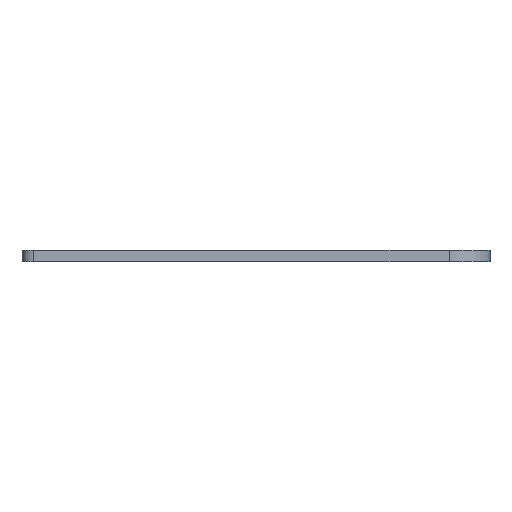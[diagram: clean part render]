
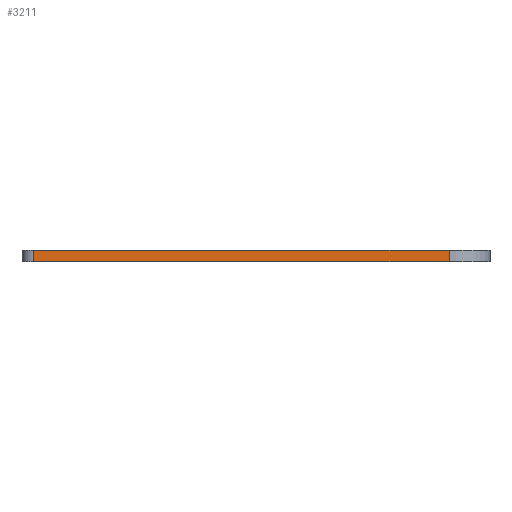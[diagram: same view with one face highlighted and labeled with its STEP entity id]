
A CAD part, left-side view. The second image highlights one B-rep face of the part: STEP entity #3211.
In plain terms, the highlighted planar face has unit normal (-1, 0, 0).
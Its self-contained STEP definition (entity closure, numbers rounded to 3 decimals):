
#49=CARTESIAN_POINT('',(-20.,-16.5,-0.5));
#50=VERTEX_POINT('',#49);
#68=CARTESIAN_POINT('',(-20.,-16.5,0.5));
#69=VERTEX_POINT('',#68);
#77=CARTESIAN_POINT('',(-20.,-16.5,0.5));
#78=DIRECTION('',(0.0,0.0,-1.0));
#79=VECTOR('',#78,1.0);
#80=LINE('',#77,#79);
#81=EDGE_CURVE('',#69,#50,#80,.T.);
#123=CARTESIAN_POINT('',(-20.,19.0,-0.5));
#124=VERTEX_POINT('',#123);
#125=CARTESIAN_POINT('',(-20.,19.0,-0.5));
#126=DIRECTION('',(0.0,-1.0,0.0));
#127=VECTOR('',#126,35.5);
#128=LINE('',#125,#127);
#129=EDGE_CURVE('',#124,#50,#128,.T.);
#1331=CARTESIAN_POINT('',(-20.,19.0,0.5));
#1332=VERTEX_POINT('',#1331);
#1340=CARTESIAN_POINT('',(-20.,-16.5,0.5));
#1341=DIRECTION('',(0.0,1.0,0.0));
#1342=VECTOR('',#1341,35.5);
#1343=LINE('',#1340,#1342);
#1344=EDGE_CURVE('',#69,#1332,#1343,.T.);
#1740=CARTESIAN_POINT('',(-20.,19.0,-0.5));
#1741=DIRECTION('',(0.0,0.0,1.0));
#1742=VECTOR('',#1741,1.0);
#1743=LINE('',#1740,#1742);
#1744=EDGE_CURVE('',#124,#1332,#1743,.T.);
#3200=CARTESIAN_POINT('',(-20.,-20.0,0.0));
#3201=DIRECTION('',(-1.0,0.0,0.0));
#3202=DIRECTION('',(0.0,0.0,1.0));
#3203=AXIS2_PLACEMENT_3D('',#3200,#3201,#3202);
#3204=PLANE('',#3203);
#3205=ORIENTED_EDGE('',*,*,#81,.F.);
#3206=ORIENTED_EDGE('',*,*,#1344,.T.);
#3207=ORIENTED_EDGE('',*,*,#1744,.F.);
#3208=ORIENTED_EDGE('',*,*,#129,.T.);
#3209=EDGE_LOOP('',(#3205,#3206,#3207,#3208));
#3210=FACE_OUTER_BOUND('',#3209,.T.);
#3211=ADVANCED_FACE('',(#3210),#3204,.T.);
